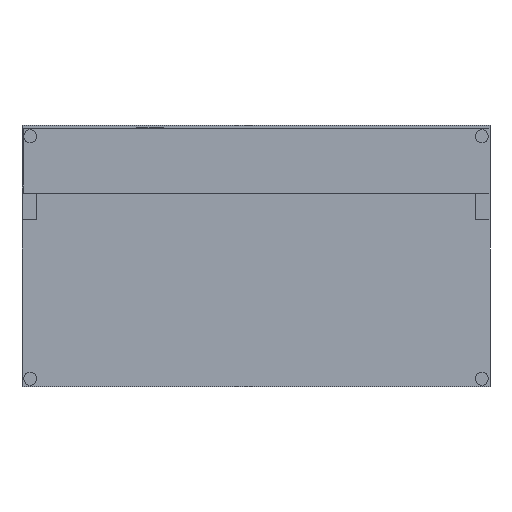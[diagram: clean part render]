
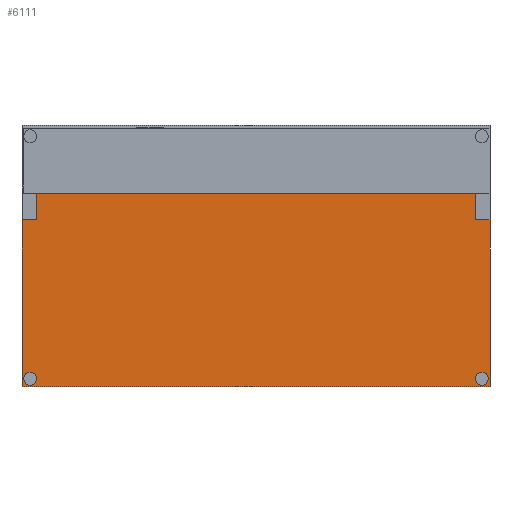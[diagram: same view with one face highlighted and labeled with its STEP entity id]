
A CAD part, front view. The second image highlights one B-rep face of the part: STEP entity #6111.
In plain terms, the highlighted planar face has unit normal (0, -1, 0).
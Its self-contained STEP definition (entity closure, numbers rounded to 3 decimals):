
#382=FACE_OUTER_BOUND('',#752,.T.);
#752=EDGE_LOOP('',(#4091,#4092,#4093,#4094,#4095,#4096,#4097,#4098));
#1141=LINE('',#8962,#1844);
#1144=LINE('',#8967,#1847);
#1145=LINE('',#8970,#1848);
#1148=LINE('',#8975,#1851);
#1149=LINE('',#8978,#1852);
#1151=LINE('',#8983,#1854);
#1154=LINE('',#8987,#1857);
#1155=LINE('',#8989,#1858);
#1844=VECTOR('',#7126,10.);
#1847=VECTOR('',#7131,10.);
#1848=VECTOR('',#7134,10.);
#1851=VECTOR('',#7139,10.);
#1852=VECTOR('',#7142,10.);
#1854=VECTOR('',#7146,10.);
#1857=VECTOR('',#7151,10.);
#1858=VECTOR('',#7154,10.);
#2540=VERTEX_POINT('',#8959);
#2541=VERTEX_POINT('',#8961);
#2542=VERTEX_POINT('',#8965);
#2543=VERTEX_POINT('',#8969);
#2544=VERTEX_POINT('',#8973);
#2545=VERTEX_POINT('',#8977);
#2546=VERTEX_POINT('',#8981);
#2547=VERTEX_POINT('',#8982);
#3151=EDGE_CURVE('',#2541,#2540,#1141,.T.);
#3154=EDGE_CURVE('',#2542,#2540,#1144,.T.);
#3155=EDGE_CURVE('',#2543,#2541,#1145,.T.);
#3158=EDGE_CURVE('',#2544,#2542,#1148,.T.);
#3159=EDGE_CURVE('',#2543,#2545,#1149,.T.);
#3161=EDGE_CURVE('',#2546,#2547,#1151,.T.);
#3164=EDGE_CURVE('',#2545,#2546,#1154,.T.);
#3165=EDGE_CURVE('',#2547,#2544,#1155,.T.);
#4091=ORIENTED_EDGE('',*,*,#3165,.F.);
#4092=ORIENTED_EDGE('',*,*,#3161,.F.);
#4093=ORIENTED_EDGE('',*,*,#3164,.F.);
#4094=ORIENTED_EDGE('',*,*,#3159,.F.);
#4095=ORIENTED_EDGE('',*,*,#3155,.T.);
#4096=ORIENTED_EDGE('',*,*,#3151,.T.);
#4097=ORIENTED_EDGE('',*,*,#3154,.F.);
#4098=ORIENTED_EDGE('',*,*,#3158,.F.);
#5820=PLANE('',#6538);
#6111=ADVANCED_FACE('',(#382),#5820,.F.);
#6538=AXIS2_PLACEMENT_3D('',#8990,#7155,#7156);
#7126=DIRECTION('',(-1.,0.,0.));
#7131=DIRECTION('',(0.,0.,1.));
#7134=DIRECTION('',(0.,0.,1.));
#7139=DIRECTION('',(1.,0.,0.));
#7142=DIRECTION('',(1.,0.,0.));
#7146=DIRECTION('',(-1.,0.,0.));
#7151=DIRECTION('',(0.,0.,-1.));
#7154=DIRECTION('',(0.,0.,1.));
#7155=DIRECTION('center_axis',(0.,1.,0.));
#7156=DIRECTION('ref_axis',(0.,0.,1.));
#8959=CARTESIAN_POINT('',(-681.,0.,341.5));
#8961=CARTESIAN_POINT('',(681.,0.,341.5));
#8962=CARTESIAN_POINT('',(-340.5,0.,341.5));
#8965=CARTESIAN_POINT('',(-681.,0.,258.5));
#8967=CARTESIAN_POINT('',(-681.,0.,258.5));
#8969=CARTESIAN_POINT('',(681.,0.,258.5));
#8970=CARTESIAN_POINT('',(681.,0.,258.5));
#8973=CARTESIAN_POINT('',(-725.,0.,258.5));
#8975=CARTESIAN_POINT('',(-725.,0.,258.5));
#8977=CARTESIAN_POINT('',(725.,0.,258.5));
#8978=CARTESIAN_POINT('',(-725.,0.,258.5));
#8981=CARTESIAN_POINT('',(725.,0.,-258.5));
#8982=CARTESIAN_POINT('',(-725.,0.,-258.5));
#8983=CARTESIAN_POINT('',(725.,0.,-258.5));
#8987=CARTESIAN_POINT('',(725.,0.,258.5));
#8989=CARTESIAN_POINT('',(-725.,0.,-258.5));
#8990=CARTESIAN_POINT('Origin',(0.,0.,0.));
